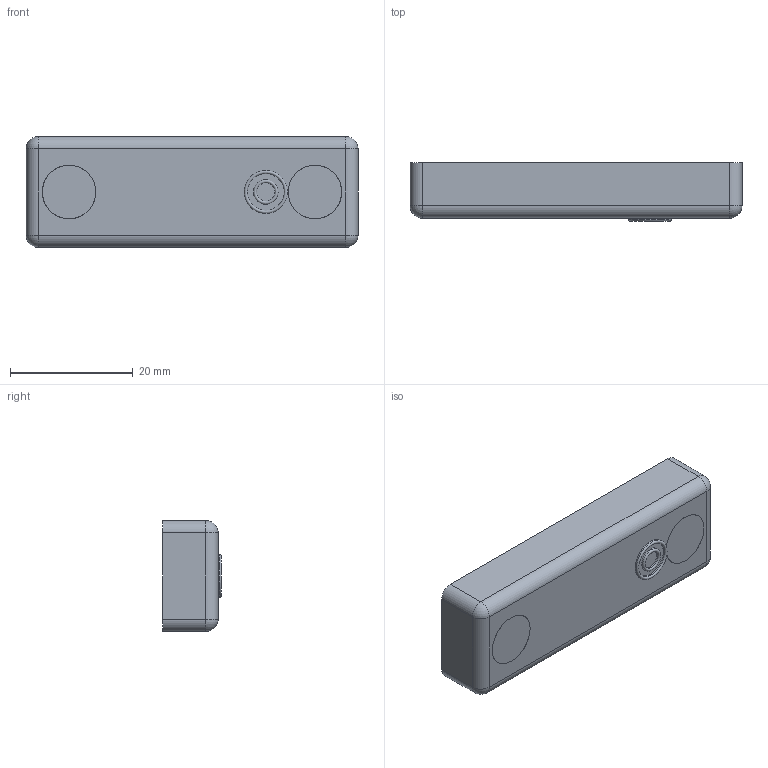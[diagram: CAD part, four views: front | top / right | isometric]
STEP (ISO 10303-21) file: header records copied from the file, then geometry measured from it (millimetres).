
FILE_DESCRIPTION(/* description */ (''),/* implementation_level */ '2;1');
FILE_NAME(/* name */ 'RRFID_ACTUATOR_SLIM.stp',/* time_stamp */ '2024-09-13T15:45:17+02:00',/* author */ ('frigo'),/* organization */ ('Elobau GmbH & Co. KG'),/* preprocessor_version */ 'ST-DEVELOPER v20',/* originating_system */ 'AutoCAD Mechanical',/* authorisation */ '');
FILE_SCHEMA (('AUTOMOTIVE_DESIGN { 1 0 10303 214 3 1 1 }'));
Length unit declared in the file: millimetre
Products named in the file (16): Product; *S2; *S5; *S4; *S7; *S6; *S9; *S8; *S14; *S13; *S16; *S15; *S18; *S17; *S20; *S19
Assembly tree (15 placements, depth 3):
  Product
    *S2
    *S5
      *S4
    *S7
      *S6
    *S9
      *S8
    *S14
      *S13
    *S16
      *S15
    *S18
      *S17
    *S20
      *S19
Bounding box: 54 x 9.5 x 18 mm (x, y, z)
Volume: 5520.6 mm3; surface area: 6595.7 mm2
Topology: 4 solids, 4 shells, 238 faces, 547 edges, 308 vertices
Faces by surface type: cylinder 102, plane 79, sphere 26, torus 17, cone 14
Full cylindrical faces by diameter (mm): 3 x1, 4 x1, 4.5 x2, 6 x1, 6.5 x2, 7 x5, 8.2 x6, 8.7 x4
Entity records: 6917 total; most frequent: DIRECTION 1294, CARTESIAN_POINT 1226, ORIENTED_EDGE 1034, EDGE_CURVE 517, AXIS2_PLACEMENT_3D 516, VERTEX_POINT 308, EDGE_LOOP 267, LINE 262
